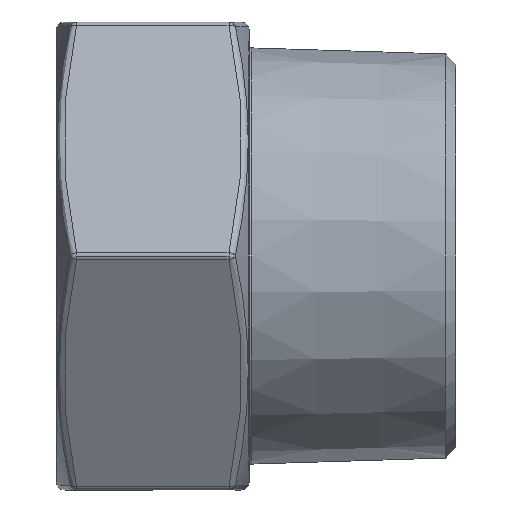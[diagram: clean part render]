
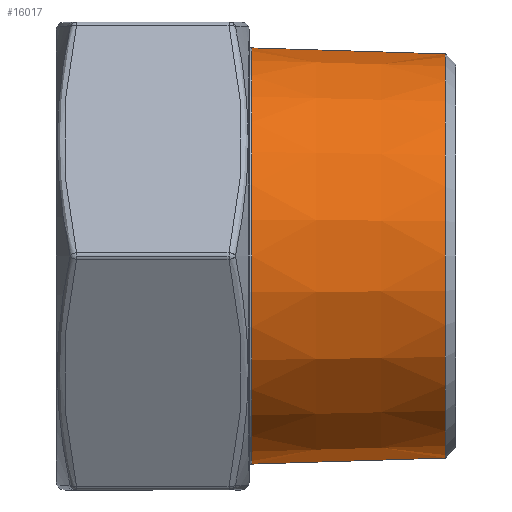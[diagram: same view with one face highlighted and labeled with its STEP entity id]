
A CAD part, front view. The second image highlights one B-rep face of the part: STEP entity #16017.
In plain terms, the highlighted conical face has half-angle 1.79 degrees and reference radius 29.354 mm.
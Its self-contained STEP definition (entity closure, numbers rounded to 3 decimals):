
#163 = DIRECTION ( 'NONE',  ( 0., 0., 1. ) ) ;
#450 = ORIENTED_EDGE ( 'NONE', *, *, #12263, .T. ) ;
#705 = VERTEX_POINT ( 'NONE', #17406 ) ;
#1179 = FACE_OUTER_BOUND ( 'NONE', #17240, .T. ) ;
#1229 = DIRECTION ( 'NONE',  ( 0., 0., 1. ) ) ;
#1266 = VERTEX_POINT ( 'NONE', #3509 ) ;
#1348 = DIRECTION ( 'NONE',  ( 1., 0., 0. ) ) ;
#1436 = CARTESIAN_POINT ( 'NONE',  ( 56.521, 0., 0. ) ) ;
#1925 = AXIS2_PLACEMENT_3D ( 'NONE', #11482, #11422, #19041 ) ;
#2470 = LINE ( 'NONE', #16217, #13120 ) ;
#2750 = AXIS2_PLACEMENT_3D ( 'NONE', #1436, #18312, #163 ) ;
#3509 = CARTESIAN_POINT ( 'NONE',  ( 28.388, 0., -30.234 ) ) ;
#4024 = CARTESIAN_POINT ( 'NONE',  ( 56.521, 0., 29.354 ) ) ;
#4272 = ORIENTED_EDGE ( 'NONE', *, *, #5113, .T. ) ;
#5113 = EDGE_CURVE ( 'NONE', #18838, #705, #14045, .T. ) ;
#5420 = CONICAL_SURFACE ( 'NONE', #1925, 29.354, 0.031 ) ;
#6082 = CIRCLE ( 'NONE', #11901, 30.234 ) ;
#7922 = CARTESIAN_POINT ( 'NONE',  ( 56.521, 0., -29.354 ) ) ;
#8999 = CIRCLE ( 'NONE', #2750, 29.354 ) ;
#10193 = EDGE_CURVE ( 'NONE', #15091, #1266, #2470, .T. ) ;
#11422 = DIRECTION ( 'NONE',  ( -1., 0., 0. ) ) ;
#11482 = CARTESIAN_POINT ( 'NONE',  ( 56.521, 0., 0. ) ) ;
#11901 = AXIS2_PLACEMENT_3D ( 'NONE', #16392, #1348, #1229 ) ;
#12263 = EDGE_CURVE ( 'NONE', #15091, #18838, #8999, .T. ) ;
#12875 = DIRECTION ( 'NONE',  ( -1., 0., 0.031 ) ) ;
#13120 = VECTOR ( 'NONE', #19264, 1000. ) ;
#14045 = LINE ( 'NONE', #4024, #19475 ) ;
#14120 = ORIENTED_EDGE ( 'NONE', *, *, #17409, .T. ) ;
#14415 = ORIENTED_EDGE ( 'NONE', *, *, #10193, .F. ) ;
#15091 = VERTEX_POINT ( 'NONE', #7922 ) ;
#16017 = ADVANCED_FACE ( 'NONE', ( #1179 ), #5420, .T. ) ;
#16217 = CARTESIAN_POINT ( 'NONE',  ( 56.521, 0., -29.354 ) ) ;
#16392 = CARTESIAN_POINT ( 'NONE',  ( 28.388, 0., 0. ) ) ;
#17240 = EDGE_LOOP ( 'NONE', ( #14415, #450, #4272, #14120 ) ) ;
#17406 = CARTESIAN_POINT ( 'NONE',  ( 28.388, 0., 30.234 ) ) ;
#17409 = EDGE_CURVE ( 'NONE', #705, #1266, #6082, .T. ) ;
#18312 = DIRECTION ( 'NONE',  ( -1., 0., 0. ) ) ;
#18560 = CARTESIAN_POINT ( 'NONE',  ( 56.521, 0., 29.354 ) ) ;
#18838 = VERTEX_POINT ( 'NONE', #18560 ) ;
#19041 = DIRECTION ( 'NONE',  ( 0., 0., 1. ) ) ;
#19264 = DIRECTION ( 'NONE',  ( -1., 0., -0.031 ) ) ;
#19475 = VECTOR ( 'NONE', #12875, 1000. ) ;
